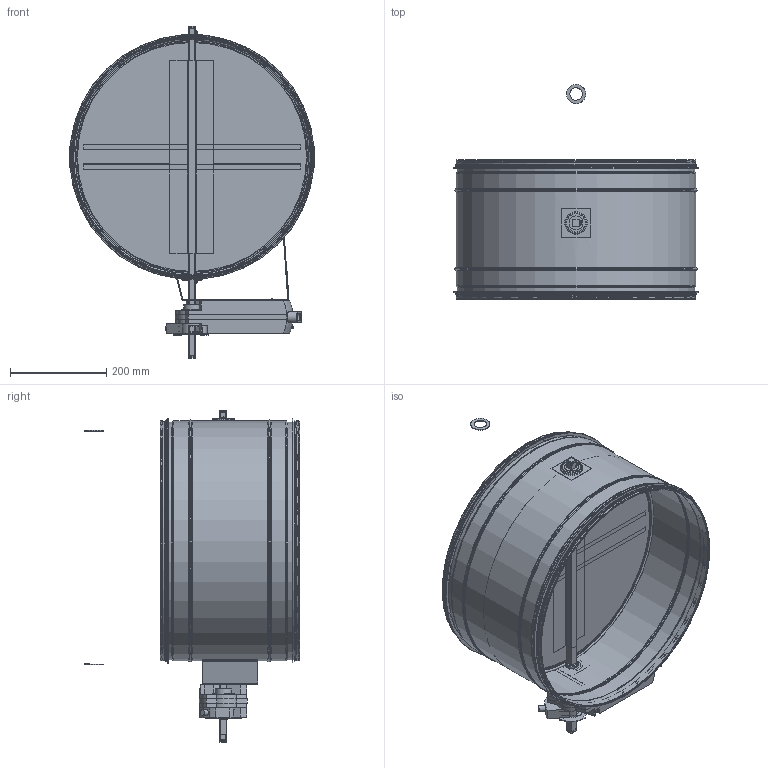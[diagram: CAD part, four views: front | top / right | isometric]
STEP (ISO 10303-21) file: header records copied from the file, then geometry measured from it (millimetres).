
FILE_DESCRIPTION((''),'2;1');
FILE_NAME('HISC-EFS-230-500.stp','2014-06-18T13:53:04',(''),(''),'Autodesk Inventor 2013','Autodesk Inventor 2013','');
FILE_SCHEMA(('AUTOMOTIVE_DESIGN { 1 2 10303 214 0 1 1 1 }'));
Length unit declared in the file: millimetre
Products named in the file (17): HISC-EFS-230-500; HISochHISC_Rör-10; Spjällhylla-500; 999272_Ø680; Lagerbuss; 143067; 116040; 999010; Stödprofil-450; Ändavslut; 90242___8_13-mattssons; Täckbricka; Cellgummi_40x26x2; 90232___6_10-mattssons; FästeSpjällmotorSF-Stora; G-list-500; ASF112F122
Assembly tree (25 placements, depth 2):
  HISC-EFS-230-500
    HISochHISC_Rör-10
    Spjällhylla-500
    999272_Ø680
    Lagerbuss  x2
    143067
    116040
    999010  x2
    Stödprofil-450
    Ändavslut  x2
    90242___8_13-mattssons  x4
    Täckbricka  x2
    Cellgummi_40x26x2  x2
    90232___6_10-mattssons  x2
    FästeSpjällmotorSF-Stora
    G-list-500
    ASF112F122
Bounding box: 507.93 x 447.17 x 690 mm (x, y, z)
Volume: 2161543 mm3; surface area: 2047858.3 mm2
Topology: 25 solids, 26 shells, 938 faces, 2258 edges, 1409 vertices
Faces by surface type: plane 456, cylinder 282, cone 142, torus 46, sphere 10, bspline 2
Full cylindrical faces by diameter (mm): 2.656 x12, 3.291 x28, 3.5 x10, 4.2 x26, 5 x1, 7 x4, 8.8 x4, 10 x2, 12 x1, 15.7 x3, 21 x1, 22 x1, 26 x3, 28 x4, 29 x2, 32 x1, 34 x1, 38 x2, 40 x2, 43.55 x2, 476.191 x2, 480 x1, 485 x1, 492.35 x1, 492.51 x1, 493.35 x1, 493.51 x1, 495.15 x2, 497.75 x11, 498.75 x5
Entity records: 19540 total; most frequent: CARTESIAN_POINT 3793, DIRECTION 3195, ORIENTED_EDGE 2768, EDGE_CURVE 1384, AXIS2_PLACEMENT_3D 1216, VERTEX_POINT 948, EDGE_LOOP 888, VECTOR 763
